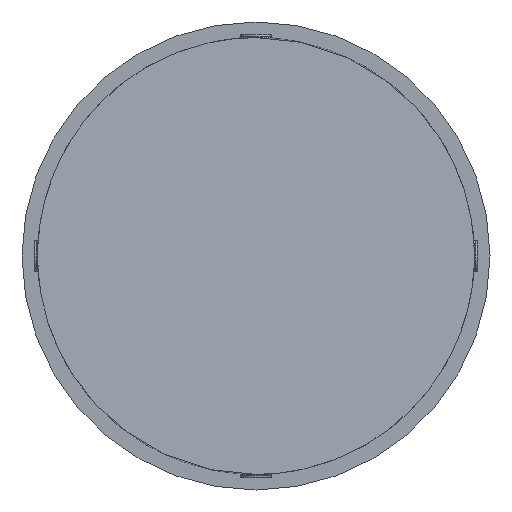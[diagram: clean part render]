
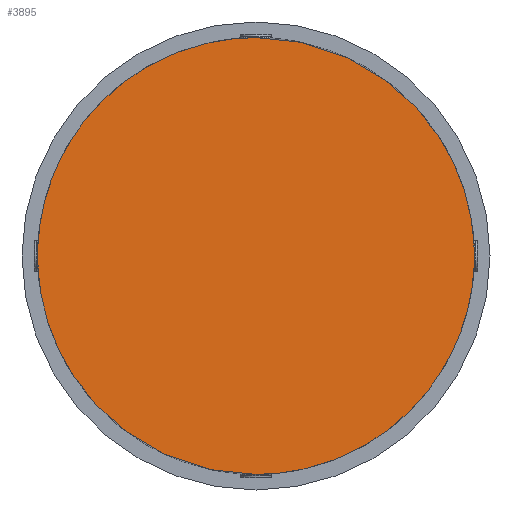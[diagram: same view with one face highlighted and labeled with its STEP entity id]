
A CAD part, front view. The second image highlights one B-rep face of the part: STEP entity #3895.
In plain terms, the highlighted planar face has unit normal (0.707, -0.707, 0).
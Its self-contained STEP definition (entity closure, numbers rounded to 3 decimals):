
#87 =( BOUNDED_CURVE ( )  B_SPLINE_CURVE ( 3, ( #552, #534, #3412, #930 ),
 .UNSPECIFIED., .F., .F. ) 
 B_SPLINE_CURVE_WITH_KNOTS ( ( 4, 4 ),
 ( 1.571, 4.712 ),
 .UNSPECIFIED. ) 
 CURVE ( )  GEOMETRIC_REPRESENTATION_ITEM ( )  RATIONAL_B_SPLINE_CURVE ( ( 1., 0.333, 0.333, 1. ) ) 
 REPRESENTATION_ITEM ( '' )  );
#297 = CARTESIAN_POINT ( 'NONE',  ( 4.2, -15., -3. ) ) ;
#500 =( BOUNDED_CURVE ( )  B_SPLINE_CURVE ( 3, ( #4004, #5206, #4347, #3512 ),
 .UNSPECIFIED., .F., .F. ) 
 B_SPLINE_CURVE_WITH_KNOTS ( ( 4, 4 ),
 ( 4.712, 7.854 ),
 .UNSPECIFIED. ) 
 CURVE ( )  GEOMETRIC_REPRESENTATION_ITEM ( )  RATIONAL_B_SPLINE_CURVE ( ( 1., 0.333, 0.333, 1. ) ) 
 REPRESENTATION_ITEM ( '' )  );
#534 = CARTESIAN_POINT ( 'NONE',  ( -5.6, -24.8, -2.8 ) ) ;
#552 = CARTESIAN_POINT ( 'NONE',  ( 0., -19.2, -2.8 ) ) ;
#609 = EDGE_LOOP ( 'NONE', ( #4490, #5020 ) ) ;
#842 = EDGE_CURVE ( 'Defeature ausgef�hrt1_3+Defeature ausgef�hrt1_8+Defeature ausgef�hrt1_8+Defeature ausgef�hrt1_8', #3178, #4394, #500, .T. ) ;
#930 = CARTESIAN_POINT ( 'NONE',  ( 0., -19.2, 2.8 ) ) ;
#1521 = DIRECTION ( 'NONE',  ( -0.707, 0.707, 0. ) ) ;
#2732 = DIRECTION ( 'NONE',  ( -0.707, -0.707, 0. ) ) ;
#2838 = CARTESIAN_POINT ( 'NONE',  ( 0., -19.2, -2.8 ) ) ;
#2906 = EDGE_CURVE ( 'Defeature ausgef�hrt1_3+Defeature ausgef�hrt1_8+Defeature ausgef�hrt1_8+Defeature ausgef�hrt1_8', #4394, #3178, #87, .T. ) ;
#3178 = VERTEX_POINT ( 'NONE', #4039 ) ;
#3412 = CARTESIAN_POINT ( 'NONE',  ( -5.6, -24.8, 2.8 ) ) ;
#3512 = CARTESIAN_POINT ( 'NONE',  ( 0., -19.2, -2.8 ) ) ;
#3895 = ADVANCED_FACE ( 'Defeature ausgef�hrt1_8', ( #5018 ), #3992, .F. ) ;
#3992 = PLANE ( 'NONE',  #4512 ) ;
#4004 = CARTESIAN_POINT ( 'NONE',  ( 0., -19.2, 2.8 ) ) ;
#4039 = CARTESIAN_POINT ( 'NONE',  ( 0., -19.2, 2.8 ) ) ;
#4347 = CARTESIAN_POINT ( 'NONE',  ( 5.6, -13.6, -2.8 ) ) ;
#4394 = VERTEX_POINT ( 'NONE', #2838 ) ;
#4490 = ORIENTED_EDGE ( 'NONE', *, *, #842, .F. ) ;
#4512 = AXIS2_PLACEMENT_3D ( 'NONE', #297, #1521, #2732 ) ;
#5018 = FACE_OUTER_BOUND ( 'NONE', #609, .T. ) ;
#5020 = ORIENTED_EDGE ( 'NONE', *, *, #2906, .F. ) ;
#5206 = CARTESIAN_POINT ( 'NONE',  ( 5.6, -13.6, 2.8 ) ) ;
